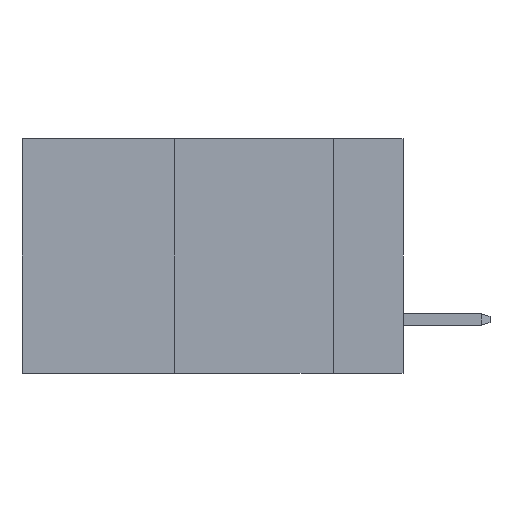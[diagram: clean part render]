
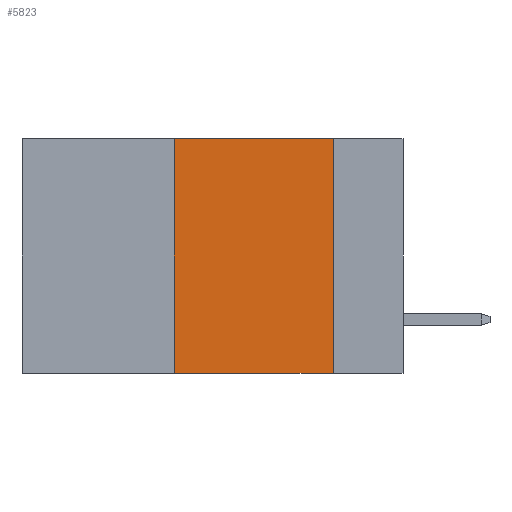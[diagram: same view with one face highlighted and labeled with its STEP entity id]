
A CAD part, left-side view. The second image highlights one B-rep face of the part: STEP entity #5823.
In plain terms, the highlighted planar face has unit normal (-1, 0, 0).
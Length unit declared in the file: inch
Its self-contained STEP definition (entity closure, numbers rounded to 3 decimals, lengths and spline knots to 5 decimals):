
#111 = DIRECTION ( 'NONE',  ( 0., -1., 0. ) ) ;
#641 = FACE_OUTER_BOUND ( 'NONE', #8168, .T. ) ;
#1073 = CARTESIAN_POINT ( 'NONE',  ( 0., 0.11, 0. ) ) ;
#1327 = VECTOR ( 'NONE', #111, 39.37008 ) ;
#1339 = CARTESIAN_POINT ( 'NONE',  ( 0., 0.6, 0. ) ) ;
#1353 = EDGE_CURVE ( 'NONE', #4752, #3628, #4515, .T. ) ;
#1796 = VERTEX_POINT ( 'NONE', #7796 ) ;
#1798 = CARTESIAN_POINT ( 'NONE',  ( 0., 0.6, -0.37 ) ) ;
#1987 = VECTOR ( 'NONE', #2794, 39.37008 ) ;
#2414 = EDGE_CURVE ( 'NONE', #3299, #3628, #4641, .T. ) ;
#2600 = EDGE_CURVE ( 'NONE', #1796, #4752, #4129, .T. ) ;
#2772 = ORIENTED_EDGE ( 'NONE', *, *, #2414, .T. ) ;
#2794 = DIRECTION ( 'NONE',  ( 0., 0., 1. ) ) ;
#3118 = ORIENTED_EDGE ( 'NONE', *, *, #2600, .F. ) ;
#3299 = VERTEX_POINT ( 'NONE', #5950 ) ;
#3624 = CARTESIAN_POINT ( 'NONE',  ( 0., 0.11, -0.37 ) ) ;
#3628 = VERTEX_POINT ( 'NONE', #3624 ) ;
#3991 = DIRECTION ( 'NONE',  ( 0., 0., -1. ) ) ;
#4129 = LINE ( 'NONE', #1339, #1327 ) ;
#4515 = LINE ( 'NONE', #1073, #8248 ) ;
#4641 = LINE ( 'NONE', #1798, #7568 ) ;
#4752 = VERTEX_POINT ( 'NONE', #7383 ) ;
#5058 = DIRECTION ( 'NONE',  ( 0., 0., -1. ) ) ;
#5617 = ORIENTED_EDGE ( 'NONE', *, *, #1353, .F. ) ;
#5670 = ORIENTED_EDGE ( 'NONE', *, *, #6780, .F. ) ;
#5823 = ADVANCED_FACE ( 'NONE', ( #641 ), #8234, .F. ) ;
#5950 = CARTESIAN_POINT ( 'NONE',  ( 0., 0.36, -0.37 ) ) ;
#6175 = CARTESIAN_POINT ( 'NONE',  ( 0., 0.6, 0. ) ) ;
#6321 = LINE ( 'NONE', #7656, #1987 ) ;
#6701 = DIRECTION ( 'NONE',  ( 0., -1., 0. ) ) ;
#6780 = EDGE_CURVE ( 'NONE', #3299, #1796, #6321, .T. ) ;
#7167 = AXIS2_PLACEMENT_3D ( 'NONE', #6175, #7553, #3991 ) ;
#7383 = CARTESIAN_POINT ( 'NONE',  ( 0., 0.11, 0. ) ) ;
#7553 = DIRECTION ( 'NONE',  ( 1., 0., 0. ) ) ;
#7568 = VECTOR ( 'NONE', #6701, 39.37008 ) ;
#7656 = CARTESIAN_POINT ( 'NONE',  ( 0., 0.36, 0. ) ) ;
#7796 = CARTESIAN_POINT ( 'NONE',  ( 0., 0.36, 0. ) ) ;
#8168 = EDGE_LOOP ( 'NONE', ( #5617, #3118, #5670, #2772 ) ) ;
#8234 = PLANE ( 'NONE',  #7167 ) ;
#8248 = VECTOR ( 'NONE', #5058, 39.37008 ) ;
